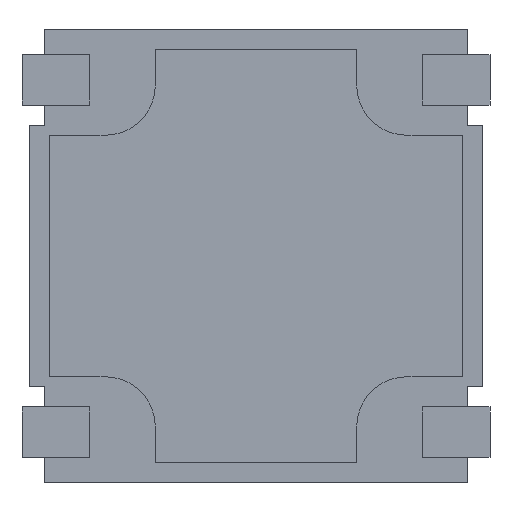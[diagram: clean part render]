
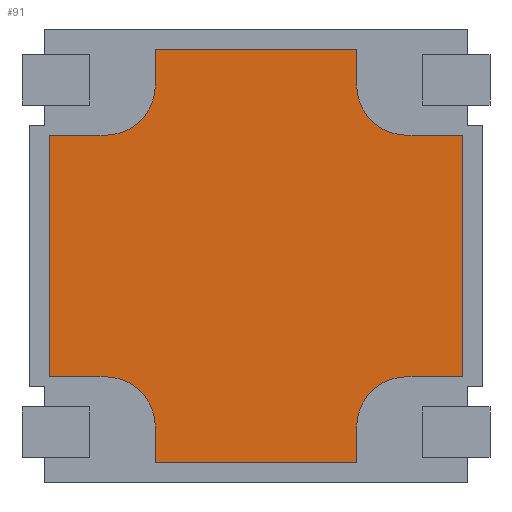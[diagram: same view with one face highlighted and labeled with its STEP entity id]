
A CAD part, front view. The second image highlights one B-rep face of the part: STEP entity #91.
In plain terms, the highlighted planar face has unit normal (0, -1, 0).
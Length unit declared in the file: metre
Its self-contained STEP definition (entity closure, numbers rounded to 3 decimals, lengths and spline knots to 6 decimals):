
#91 = ADVANCED_FACE( '', ( #264 ), #265, .F. );
#264 = FACE_OUTER_BOUND( '', #520, .T. );
#265 = PLANE( '', #521 );
#520 = EDGE_LOOP( '', ( #1055, #1056, #1057, #1058, #1059, #1060, #1061, #1062, #1063, #1064, #1065, #1066, #1067, #1068, #1069, #1070 ) );
#521 = AXIS2_PLACEMENT_3D( '', #1071, #1072, #1073 );
#1055 = ORIENTED_EDGE( '', *, *, #1883, .F. );
#1056 = ORIENTED_EDGE( '', *, *, #1961, .F. );
#1057 = ORIENTED_EDGE( '', *, *, #1915, .F. );
#1058 = ORIENTED_EDGE( '', *, *, #1962, .F. );
#1059 = ORIENTED_EDGE( '', *, *, #1963, .F. );
#1060 = ORIENTED_EDGE( '', *, *, #1964, .F. );
#1061 = ORIENTED_EDGE( '', *, *, #1965, .F. );
#1062 = ORIENTED_EDGE( '', *, *, #1966, .F. );
#1063 = ORIENTED_EDGE( '', *, *, #1967, .F. );
#1064 = ORIENTED_EDGE( '', *, *, #1968, .F. );
#1065 = ORIENTED_EDGE( '', *, *, #1817, .F. );
#1066 = ORIENTED_EDGE( '', *, *, #1873, .T. );
#1067 = ORIENTED_EDGE( '', *, *, #1969, .F. );
#1068 = ORIENTED_EDGE( '', *, *, #1970, .F. );
#1069 = ORIENTED_EDGE( '', *, *, #1971, .F. );
#1070 = ORIENTED_EDGE( '', *, *, #1972, .F. );
#1071 = CARTESIAN_POINT( '', ( 0.0024, 0., -0.00225 ) );
#1072 = DIRECTION( '', ( 0., 1., 0. ) );
#1073 = DIRECTION( '', ( 1., 0., 0. ) );
#1817 = EDGE_CURVE( '', #2219, #2220, #2221, .T. );
#1873 = EDGE_CURVE( '', #2219, #2322, #2324, .T. );
#1883 = EDGE_CURVE( '', #2341, #2343, #2344, .T. );
#1915 = EDGE_CURVE( '', #2398, #2399, #2400, .T. );
#1961 = EDGE_CURVE( '', #2399, #2341, #2475, .T. );
#1962 = EDGE_CURVE( '', #2476, #2398, #2477, .T. );
#1963 = EDGE_CURVE( '', #2478, #2476, #2479, .T. );
#1964 = EDGE_CURVE( '', #2480, #2478, #2481, .T. );
#1965 = EDGE_CURVE( '', #2482, #2480, #2483, .T. );
#1966 = EDGE_CURVE( '', #2484, #2482, #2485, .T. );
#1967 = EDGE_CURVE( '', #2486, #2484, #2487, .T. );
#1968 = EDGE_CURVE( '', #2220, #2486, #2488, .T. );
#1969 = EDGE_CURVE( '', #2489, #2322, #2490, .T. );
#1970 = EDGE_CURVE( '', #2491, #2489, #2492, .T. );
#1971 = EDGE_CURVE( '', #2493, #2491, #2494, .T. );
#1972 = EDGE_CURVE( '', #2343, #2493, #2495, .T. );
#2219 = VERTEX_POINT( '', #2845 );
#2220 = VERTEX_POINT( '', #2846 );
#2221 = CIRCLE( '', #2847, 0.0005 );
#2322 = VERTEX_POINT( '', #2996 );
#2324 = LINE( '', #2999, #3000 );
#2341 = VERTEX_POINT( '', #3023 );
#2343 = VERTEX_POINT( '', #3026 );
#2344 = LINE( '', #3027, #3028 );
#2398 = VERTEX_POINT( '', #3110 );
#2399 = VERTEX_POINT( '', #3111 );
#2400 = CIRCLE( '', #3112, 0.0005 );
#2475 = LINE( '', #3224, #3225 );
#2476 = VERTEX_POINT( '', #3226 );
#2477 = LINE( '', #3227, #3228 );
#2478 = VERTEX_POINT( '', #3229 );
#2479 = LINE( '', #3230, #3231 );
#2480 = VERTEX_POINT( '', #3232 );
#2481 = LINE( '', #3233, #3234 );
#2482 = VERTEX_POINT( '', #3235 );
#2483 = CIRCLE( '', #3236, 0.0005 );
#2484 = VERTEX_POINT( '', #3237 );
#2485 = LINE( '', #3238, #3239 );
#2486 = VERTEX_POINT( '', #3240 );
#2487 = LINE( '', #3241, #3242 );
#2488 = LINE( '', #3243, #3244 );
#2489 = VERTEX_POINT( '', #3245 );
#2490 = LINE( '', #3246, #3247 );
#2491 = VERTEX_POINT( '', #3248 );
#2492 = LINE( '', #3249, #3250 );
#2493 = VERTEX_POINT( '', #3251 );
#2494 = CIRCLE( '', #3252, 0.0005 );
#2495 = LINE( '', #3253, #3254 );
#2845 = CARTESIAN_POINT( '', ( 0.0014, 0., -0.00395 ) );
#2846 = CARTESIAN_POINT( '', ( 0.0009, 0., -0.00345 ) );
#2847 = AXIS2_PLACEMENT_3D( '', #3643, #3644, #3645 );
#2996 = CARTESIAN_POINT( '', ( 0.0014, 0., -0.0043 ) );
#2999 = CARTESIAN_POINT( '', ( 0.0014, 0., -0.00395 ) );
#3000 = VECTOR( '', #3713, 1. );
#3023 = CARTESIAN_POINT( '', ( 0.00445, 0., -0.00105 ) );
#3026 = CARTESIAN_POINT( '', ( 0.00445, 0., -0.00345 ) );
#3027 = CARTESIAN_POINT( '', ( 0.00445, 0., -0.00105 ) );
#3028 = VECTOR( '', #3727, 1. );
#3110 = CARTESIAN_POINT( '', ( 0.0034, 0., -0.00055 ) );
#3111 = CARTESIAN_POINT( '', ( 0.0039, 0., -0.00105 ) );
#3112 = AXIS2_PLACEMENT_3D( '', #3765, #3766, #3767 );
#3224 = CARTESIAN_POINT( '', ( 0.0039, 0., -0.00105 ) );
#3225 = VECTOR( '', #3829, 1. );
#3226 = CARTESIAN_POINT( '', ( 0.0034, 0., -0.0002 ) );
#3227 = CARTESIAN_POINT( '', ( 0.0034, 0., -0.0002 ) );
#3228 = VECTOR( '', #3830, 1. );
#3229 = CARTESIAN_POINT( '', ( 0.0014, 0., -0.0002 ) );
#3230 = CARTESIAN_POINT( '', ( 0.0014, 0., -0.0002 ) );
#3231 = VECTOR( '', #3831, 1. );
#3232 = CARTESIAN_POINT( '', ( 0.0014, 0., -0.00055 ) );
#3233 = CARTESIAN_POINT( '', ( 0.0014, 0., -0.00055 ) );
#3234 = VECTOR( '', #3832, 1. );
#3235 = CARTESIAN_POINT( '', ( 0.0009, 0., -0.00105 ) );
#3236 = AXIS2_PLACEMENT_3D( '', #3833, #3834, #3835 );
#3237 = CARTESIAN_POINT( '', ( 0.00035, 0., -0.00105 ) );
#3238 = CARTESIAN_POINT( '', ( 0.00035, 0., -0.00105 ) );
#3239 = VECTOR( '', #3836, 1. );
#3240 = CARTESIAN_POINT( '', ( 0.00035, 0., -0.00345 ) );
#3241 = CARTESIAN_POINT( '', ( 0.00035, 0., -0.00345 ) );
#3242 = VECTOR( '', #3837, 1. );
#3243 = CARTESIAN_POINT( '', ( 0.0009, 0., -0.00345 ) );
#3244 = VECTOR( '', #3838, 1. );
#3245 = CARTESIAN_POINT( '', ( 0.0034, 0., -0.0043 ) );
#3246 = CARTESIAN_POINT( '', ( 0.0034, 0., -0.0043 ) );
#3247 = VECTOR( '', #3839, 1. );
#3248 = CARTESIAN_POINT( '', ( 0.0034, 0., -0.00395 ) );
#3249 = CARTESIAN_POINT( '', ( 0.0034, 0., -0.00395 ) );
#3250 = VECTOR( '', #3840, 1. );
#3251 = CARTESIAN_POINT( '', ( 0.0039, 0., -0.00345 ) );
#3252 = AXIS2_PLACEMENT_3D( '', #3841, #3842, #3843 );
#3253 = CARTESIAN_POINT( '', ( 0.00445, 0., -0.00345 ) );
#3254 = VECTOR( '', #3844, 1. );
#3643 = CARTESIAN_POINT( '', ( 0.0009, 0., -0.00395 ) );
#3644 = DIRECTION( '', ( 0., -1., 0. ) );
#3645 = DIRECTION( '', ( 1., 0., 0. ) );
#3713 = DIRECTION( '', ( 0., 0., -1. ) );
#3727 = DIRECTION( '', ( 0., 0., -1. ) );
#3765 = CARTESIAN_POINT( '', ( 0.0039, 0., -0.00055 ) );
#3766 = DIRECTION( '', ( 0., -1., 0. ) );
#3767 = DIRECTION( '', ( -1., 0., 0. ) );
#3829 = DIRECTION( '', ( 1., 0., 0. ) );
#3830 = DIRECTION( '', ( 0., 0., -1. ) );
#3831 = DIRECTION( '', ( 1., 0., 0. ) );
#3832 = DIRECTION( '', ( 0., 0., 1. ) );
#3833 = CARTESIAN_POINT( '', ( 0.0009, 0., -0.00055 ) );
#3834 = DIRECTION( '', ( 0., -1., 0. ) );
#3835 = DIRECTION( '', ( 0., 0., -1. ) );
#3836 = DIRECTION( '', ( 1., 0., 0. ) );
#3837 = DIRECTION( '', ( 0., 0., 1. ) );
#3838 = DIRECTION( '', ( -1., 0., 0. ) );
#3839 = DIRECTION( '', ( -1., 0., 0. ) );
#3840 = DIRECTION( '', ( 0., 0., -1. ) );
#3841 = CARTESIAN_POINT( '', ( 0.0039, 0., -0.00395 ) );
#3842 = DIRECTION( '', ( 0., -1., 0. ) );
#3843 = DIRECTION( '', ( 0., 0., 1. ) );
#3844 = DIRECTION( '', ( -1., 0., 0. ) );
